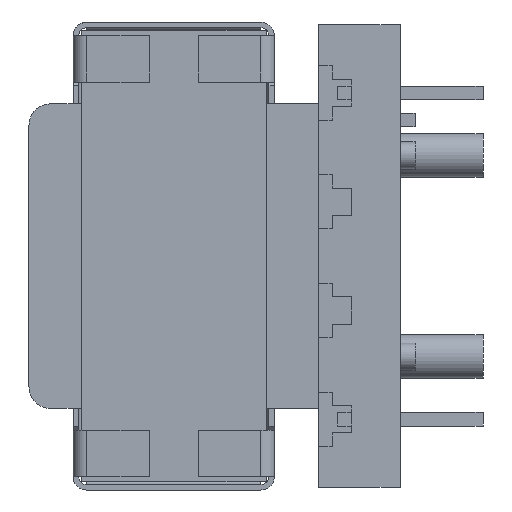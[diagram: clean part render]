
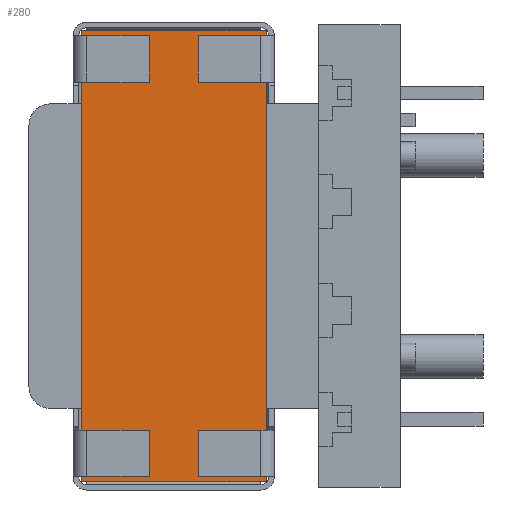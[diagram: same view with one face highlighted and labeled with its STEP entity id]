
A CAD part, left-side view. The second image highlights one B-rep face of the part: STEP entity #280.
In plain terms, the highlighted planar face has unit normal (-1, 0, 0).
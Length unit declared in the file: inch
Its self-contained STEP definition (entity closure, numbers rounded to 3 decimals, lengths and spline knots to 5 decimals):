
#280 = ADVANCED_FACE ( 'NONE', ( #11062 ), #23093, .T. ) ;
#2207 = LINE ( 'NONE', #8733, #18333 ) ;
#2601 = DIRECTION ( 'NONE',  ( 0., 1., 0. ) ) ;
#3055 = VECTOR ( 'NONE', #2601, 39.37008 ) ;
#4333 = VERTEX_POINT ( 'NONE', #10062 ) ;
#4625 = LINE ( 'NONE', #21777, #22365 ) ;
#7108 = DIRECTION ( 'NONE',  ( 0., 0., 1. ) ) ;
#8235 = CARTESIAN_POINT ( 'NONE',  ( -0.345, -1.12161, -0.415 ) ) ;
#8733 = CARTESIAN_POINT ( 'NONE',  ( -0.345, -1.12161, 0.415 ) ) ;
#9183 = CARTESIAN_POINT ( 'NONE',  ( -0.345, -1.12161, -0.415 ) ) ;
#9228 = EDGE_CURVE ( 'NONE', #14011, #4333, #2207, .T. ) ;
#9722 = VECTOR ( 'NONE', #15397, 39.37008 ) ;
#9782 = EDGE_CURVE ( 'NONE', #4333, #13457, #19886, .T. ) ;
#9805 = ORIENTED_EDGE ( 'NONE', *, *, #19211, .F. ) ;
#10062 = CARTESIAN_POINT ( 'NONE',  ( -0.345, 0.015, 0.415 ) ) ;
#10912 = AXIS2_PLACEMENT_3D ( 'NONE', #8235, #12666, #22895 ) ;
#11062 = FACE_OUTER_BOUND ( 'NONE', #12096, .T. ) ;
#11800 = VERTEX_POINT ( 'NONE', #12170 ) ;
#12096 = EDGE_LOOP ( 'NONE', ( #19313, #9805, #20726, #12203 ) ) ;
#12170 = CARTESIAN_POINT ( 'NONE',  ( -0.345, 0.355, -0.415 ) ) ;
#12203 = ORIENTED_EDGE ( 'NONE', *, *, #9782, .F. ) ;
#12666 = DIRECTION ( 'NONE',  ( -1., 0., 0. ) ) ;
#13303 = EDGE_CURVE ( 'NONE', #13457, #11800, #25387, .T. ) ;
#13457 = VERTEX_POINT ( 'NONE', #13855 ) ;
#13855 = CARTESIAN_POINT ( 'NONE',  ( -0.345, 0.015, -0.415 ) ) ;
#14011 = VERTEX_POINT ( 'NONE', #25280 ) ;
#15397 = DIRECTION ( 'NONE',  ( 0., 0., -1. ) ) ;
#18333 = VECTOR ( 'NONE', #21379, 39.37008 ) ;
#19211 = EDGE_CURVE ( 'NONE', #11800, #14011, #4625, .T. ) ;
#19313 = ORIENTED_EDGE ( 'NONE', *, *, #9228, .F. ) ;
#19886 = LINE ( 'NONE', #25734, #9722 ) ;
#20726 = ORIENTED_EDGE ( 'NONE', *, *, #13303, .F. ) ;
#21379 = DIRECTION ( 'NONE',  ( 0., -1., 0. ) ) ;
#21777 = CARTESIAN_POINT ( 'NONE',  ( -0.345, 0.355, 0.415 ) ) ;
#22365 = VECTOR ( 'NONE', #7108, 39.37008 ) ;
#22895 = DIRECTION ( 'NONE',  ( 0., 0., 1. ) ) ;
#23093 = PLANE ( 'NONE',  #10912 ) ;
#25280 = CARTESIAN_POINT ( 'NONE',  ( -0.345, 0.355, 0.415 ) ) ;
#25387 = LINE ( 'NONE', #9183, #3055 ) ;
#25734 = CARTESIAN_POINT ( 'NONE',  ( -0.345, 0.015, -0.415 ) ) ;
